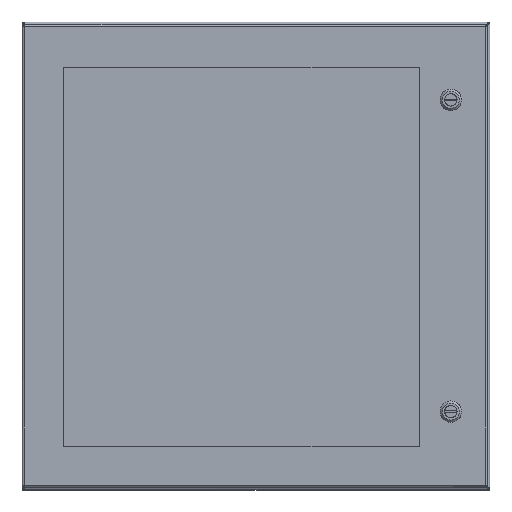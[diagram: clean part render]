
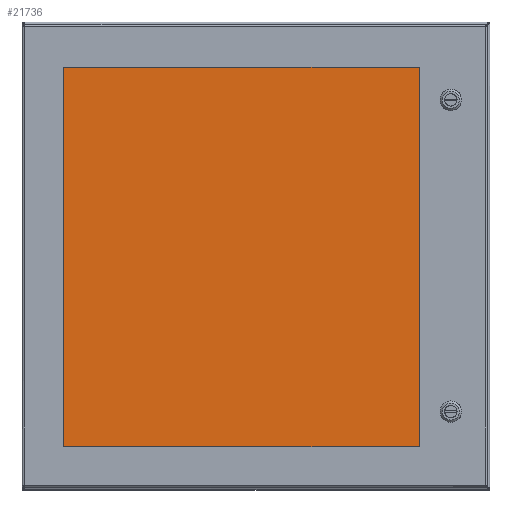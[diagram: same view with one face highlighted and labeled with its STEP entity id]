
A CAD part, top view. The second image highlights one B-rep face of the part: STEP entity #21736.
In plain terms, the highlighted planar face has unit normal (0, 0, 1).
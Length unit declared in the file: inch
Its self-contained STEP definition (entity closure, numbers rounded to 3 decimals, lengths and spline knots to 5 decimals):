
#21594=CARTESIAN_POINT('',(0.0,0.0,0.25));
#21595=VERTEX_POINT('',#21594);
#21596=CARTESIAN_POINT('',(0.,20.5,0.25));
#21597=VERTEX_POINT('',#21596);
#21598=CARTESIAN_POINT('',(0.,0.0,0.25));
#21599=DIRECTION('',(0.0,1.0,0.0));
#21600=VECTOR('',#21599,20.5);
#21601=LINE('',#21598,#21600);
#21602=EDGE_CURVE('',#21595,#21597,#21601,.T.);
#21634=CARTESIAN_POINT('',(19.25,20.5,0.25));
#21635=VERTEX_POINT('',#21634);
#21636=CARTESIAN_POINT('',(0.,20.5,0.25));
#21637=DIRECTION('',(1.0,0.0,0.0));
#21638=VECTOR('',#21637,19.25);
#21639=LINE('',#21636,#21638);
#21640=EDGE_CURVE('',#21597,#21635,#21639,.T.);
#21665=CARTESIAN_POINT('',(19.25,0.,0.25));
#21666=VERTEX_POINT('',#21665);
#21667=CARTESIAN_POINT('',(19.25,20.5,0.25));
#21668=DIRECTION('',(0.0,-1.0,0.0));
#21669=VECTOR('',#21668,20.5);
#21670=LINE('',#21667,#21669);
#21671=EDGE_CURVE('',#21635,#21666,#21670,.T.);
#21696=CARTESIAN_POINT('',(19.25,0.,0.25));
#21697=DIRECTION('',(-1.0,0.0,0.0));
#21698=VECTOR('',#21697,19.25);
#21699=LINE('',#21696,#21698);
#21700=EDGE_CURVE('',#21666,#21595,#21699,.T.);
#21725=CARTESIAN_POINT('',(9.625,10.25,0.25));
#21726=DIRECTION('',(0.0,0.0,1.0));
#21727=DIRECTION('',(1.0,0.0,0.0));
#21728=AXIS2_PLACEMENT_3D('',#21725,#21726,#21727);
#21729=PLANE('',#21728);
#21730=ORIENTED_EDGE('',*,*,#21602,.F.);
#21731=ORIENTED_EDGE('',*,*,#21700,.F.);
#21732=ORIENTED_EDGE('',*,*,#21671,.F.);
#21733=ORIENTED_EDGE('',*,*,#21640,.F.);
#21734=EDGE_LOOP('',(#21730,#21731,#21732,#21733));
#21735=FACE_OUTER_BOUND('',#21734,.T.);
#21736=ADVANCED_FACE('',(#21735),#21729,.T.);
